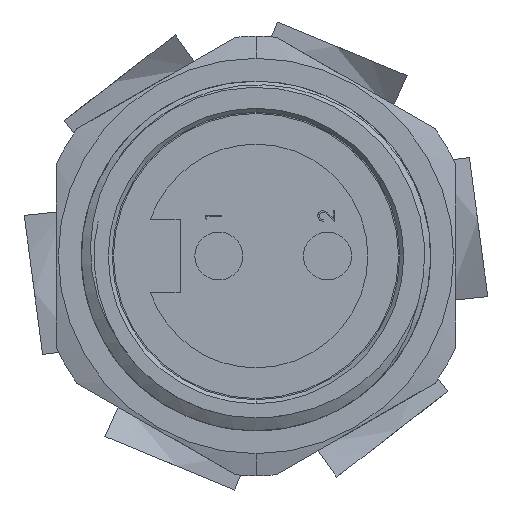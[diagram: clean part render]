
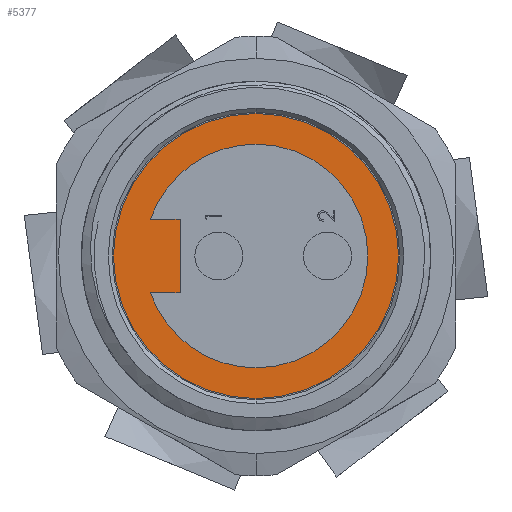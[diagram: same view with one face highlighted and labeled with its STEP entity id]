
A CAD part, left-side view. The second image highlights one B-rep face of the part: STEP entity #5377.
In plain terms, the highlighted planar face has unit normal (-1, 0, 0).
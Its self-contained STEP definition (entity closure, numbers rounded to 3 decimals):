
#62 = EDGE_CURVE ( 'NONE', #10055, #3447, #630, .T. ) ;
#66 = EDGE_LOOP ( 'NONE', ( #1082, #9038, #2566, #6817, #5741, #501 ) ) ;
#352 = AXIS2_PLACEMENT_3D ( 'NONE', #4964, #11057, #5829 ) ;
#373 = DIRECTION ( 'NONE',  ( 0., 0., 1. ) ) ;
#501 = ORIENTED_EDGE ( 'NONE', *, *, #6274, .F. ) ;
#573 = DIRECTION ( 'NONE',  ( 0., 0., 1. ) ) ;
#630 = CIRCLE ( 'NONE', #9304, 7.112 ) ;
#769 = EDGE_CURVE ( 'NONE', #4870, #11275, #3045, .T. ) ;
#1082 = ORIENTED_EDGE ( 'NONE', *, *, #62, .F. ) ;
#1158 = CIRCLE ( 'NONE', #9323, 7.112 ) ;
#1736 = ORIENTED_EDGE ( 'NONE', *, *, #6444, .T. ) ;
#1740 = CARTESIAN_POINT ( 'NONE',  ( 8.611, 6.722, -2.324 ) ) ;
#2273 = CARTESIAN_POINT ( 'NONE',  ( 8.611, 6.722, 2.324 ) ) ;
#2336 = CARTESIAN_POINT ( 'NONE',  ( 8.611, 7.112, 0. ) ) ;
#2340 = VERTEX_POINT ( 'NONE', #3154 ) ;
#2352 = CIRCLE ( 'NONE', #352, 9.068 ) ;
#2358 = EDGE_CURVE ( 'NONE', #2904, #11275, #1158, .T. ) ;
#2566 = ORIENTED_EDGE ( 'NONE', *, *, #3818, .T. ) ;
#2667 = CARTESIAN_POINT ( 'NONE',  ( 8.611, 0., 0. ) ) ;
#2904 = VERTEX_POINT ( 'NONE', #9636 ) ;
#3045 = LINE ( 'NONE', #3681, #10966 ) ;
#3154 = CARTESIAN_POINT ( 'NONE',  ( 8.611, 4.826, -2.324 ) ) ;
#3202 = CARTESIAN_POINT ( 'NONE',  ( 8.611, 4.826, 2.324 ) ) ;
#3224 = DIRECTION ( 'NONE',  ( 0., 0., -1. ) ) ;
#3297 = CIRCLE ( 'NONE', #8875, 9.068 ) ;
#3447 = VERTEX_POINT ( 'NONE', #7817 ) ;
#3535 = DIRECTION ( 'NONE',  ( 0., 0., 1. ) ) ;
#3681 = CARTESIAN_POINT ( 'NONE',  ( 8.611, 4.826, 2.324 ) ) ;
#3721 = FACE_OUTER_BOUND ( 'NONE', #10894, .T. ) ;
#3818 = EDGE_CURVE ( 'NONE', #2340, #4870, #8944, .T. ) ;
#4203 = CARTESIAN_POINT ( 'NONE',  ( 8.611, 0., 0. ) ) ;
#4265 = CARTESIAN_POINT ( 'NONE',  ( 8.611, 0., 0. ) ) ;
#4567 = AXIS2_PLACEMENT_3D ( 'NONE', #2336, #8436, #3224 ) ;
#4870 = VERTEX_POINT ( 'NONE', #3202 ) ;
#4964 = CARTESIAN_POINT ( 'NONE',  ( 8.611, 0., 0. ) ) ;
#5089 = DIRECTION ( 'NONE',  ( 0., 0., 1. ) ) ;
#5090 = CIRCLE ( 'NONE', #6186, 7.112 ) ;
#5147 = DIRECTION ( 'NONE',  ( 0., 0., 1. ) ) ;
#5299 = DIRECTION ( 'NONE',  ( 0., 1., 0. ) ) ;
#5377 = ADVANCED_FACE ( 'NONE', ( #10415, #3721 ), #10148, .F. ) ;
#5741 = ORIENTED_EDGE ( 'NONE', *, *, #2358, .F. ) ;
#5784 = DIRECTION ( 'NONE',  ( -1., 0., 0. ) ) ;
#5829 = DIRECTION ( 'NONE',  ( 0., 0., 1. ) ) ;
#5886 = LINE ( 'NONE', #1740, #8206 ) ;
#6186 = AXIS2_PLACEMENT_3D ( 'NONE', #4203, #10297, #5089 ) ;
#6216 = EDGE_CURVE ( 'NONE', #8163, #10109, #2352, .T. ) ;
#6274 = EDGE_CURVE ( 'NONE', #3447, #2904, #5090, .T. ) ;
#6312 = CARTESIAN_POINT ( 'NONE',  ( 8.611, 0., -9.068 ) ) ;
#6444 = EDGE_CURVE ( 'NONE', #10109, #8163, #3297, .T. ) ;
#6468 = CARTESIAN_POINT ( 'NONE',  ( 8.611, 4.826, -2.324 ) ) ;
#6817 = ORIENTED_EDGE ( 'NONE', *, *, #769, .T. ) ;
#6962 = DIRECTION ( 'NONE',  ( 0., -1., 0. ) ) ;
#7817 = CARTESIAN_POINT ( 'NONE',  ( 8.611, 0., -7.112 ) ) ;
#8163 = VERTEX_POINT ( 'NONE', #6312 ) ;
#8206 = VECTOR ( 'NONE', #6962, 1000. ) ;
#8436 = DIRECTION ( 'NONE',  ( 1., 0., 0. ) ) ;
#8754 = DIRECTION ( 'NONE',  ( -1., 0., 0. ) ) ;
#8875 = AXIS2_PLACEMENT_3D ( 'NONE', #2667, #8754, #3535 ) ;
#8944 = LINE ( 'NONE', #6468, #11286 ) ;
#9038 = ORIENTED_EDGE ( 'NONE', *, *, #10389, .T. ) ;
#9146 = ORIENTED_EDGE ( 'NONE', *, *, #6216, .T. ) ;
#9304 = AXIS2_PLACEMENT_3D ( 'NONE', #4265, #11231, #5147 ) ;
#9323 = AXIS2_PLACEMENT_3D ( 'NONE', #11007, #5784, #573 ) ;
#9636 = CARTESIAN_POINT ( 'NONE',  ( 8.611, 0., 7.112 ) ) ;
#10055 = VERTEX_POINT ( 'NONE', #10851 ) ;
#10109 = VERTEX_POINT ( 'NONE', #10888 ) ;
#10148 = PLANE ( 'NONE',  #4567 ) ;
#10297 = DIRECTION ( 'NONE',  ( -1., 0., 0. ) ) ;
#10389 = EDGE_CURVE ( 'NONE', #10055, #2340, #5886, .T. ) ;
#10415 = FACE_BOUND ( 'NONE', #66, .T. ) ;
#10851 = CARTESIAN_POINT ( 'NONE',  ( 8.611, 6.722, -2.324 ) ) ;
#10888 = CARTESIAN_POINT ( 'NONE',  ( 8.611, 0., 9.068 ) ) ;
#10894 = EDGE_LOOP ( 'NONE', ( #1736, #9146 ) ) ;
#10966 = VECTOR ( 'NONE', #5299, 1000. ) ;
#11007 = CARTESIAN_POINT ( 'NONE',  ( 8.611, 0., 0. ) ) ;
#11057 = DIRECTION ( 'NONE',  ( -1., 0., 0. ) ) ;
#11231 = DIRECTION ( 'NONE',  ( -1., 0., 0. ) ) ;
#11275 = VERTEX_POINT ( 'NONE', #2273 ) ;
#11286 = VECTOR ( 'NONE', #373, 1000. ) ;
